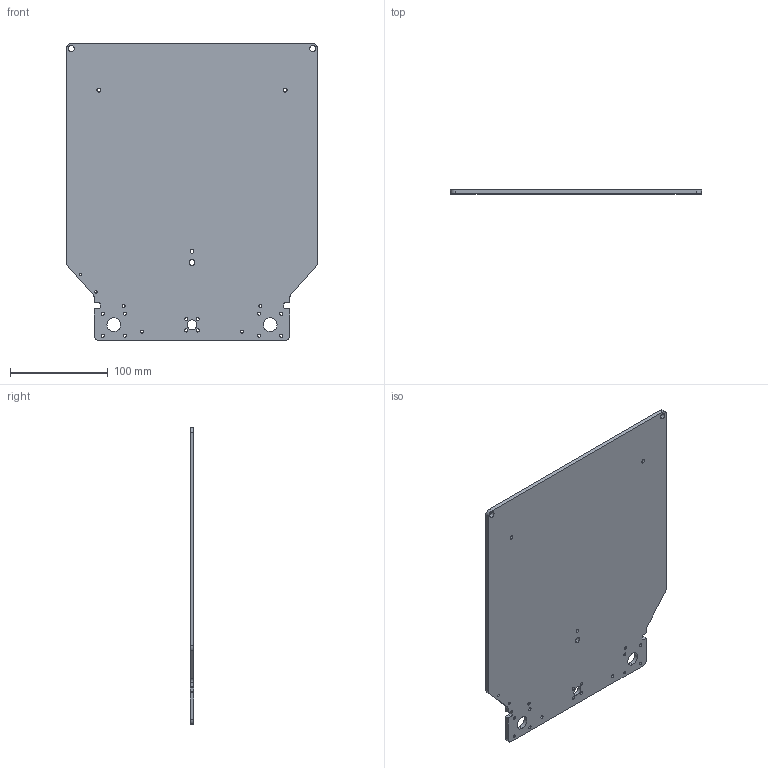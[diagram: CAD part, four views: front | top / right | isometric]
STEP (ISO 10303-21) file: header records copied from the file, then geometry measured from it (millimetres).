
FILE_DESCRIPTION (( 'STEP AP214' ), '1' );
FILE_NAME ('1818-B.STEP', '2015-03-20T13:22:13', ( '' ), ( '' ), 'SwSTEP 2.0', 'SolidWorks 2014', '' );
FILE_SCHEMA (( 'AUTOMOTIVE_DESIGN' ));
Length unit declared in the file: millimetre
Products named in the file (1): 1818-B
Bounding box: 257 x 4 x 303.5 mm (x, y, z)
Volume: 295030 mm3; surface area: 153467.4 mm2
Topology: 1 solids, 1 shells, 84 faces, 246 edges, 164 vertices
Faces by surface type: cylinder 66, plane 18
Entity records: 3048 total; most frequent: DIRECTION 548, CARTESIAN_POINT 495, ORIENTED_EDGE 492, EDGE_CURVE 246, AXIS2_PLACEMENT_3D 217, VERTEX_POINT 164, EDGE_LOOP 138, CIRCLE 132
